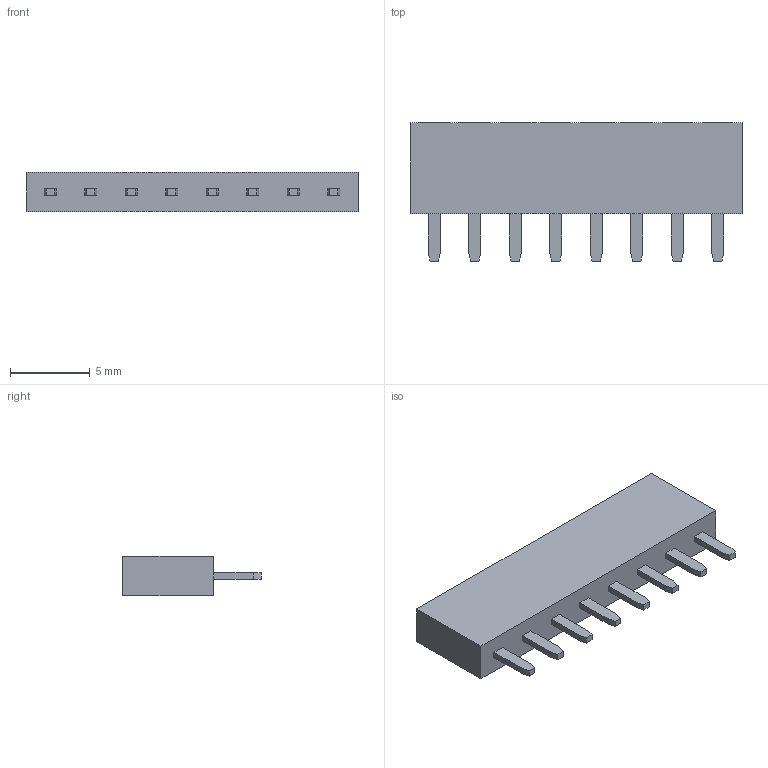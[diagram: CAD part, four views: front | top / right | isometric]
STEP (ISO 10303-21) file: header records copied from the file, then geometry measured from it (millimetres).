
FILE_DESCRIPTION( ('This file contains a STEP AP42 implementation' ,'as created by ZW3D STEP Interface translator.') ,'2;1' );
FILE_NAME( '2157-1XXSXXCYNX1.stp' ,'23 5 2.104546', (''), ('ZWCAD Software Co.'), 'Version 1.0', 'ZW3D to STEP translator', '' );
FILE_SCHEMA(('AUTOMOTIVE_DESIGN { 1 0 10303 214 1 1 1 1 }'));
Length unit declared in the file: millimetre
Products named in the file (2): 0; 2157-120SXXCYNX1
Bounding box: 20.82 x 8.7 x 2.5 mm (x, y, z)
Volume: 257.2 mm3; surface area: 768.9 mm2
Topology: 1 solids, 1 shells, 534 faces, 1608 edges, 1068 vertices
Faces by surface type: plane 398, cylinder 112, bspline 24
Entity records: 23380 total; most frequent: CARTESIAN_POINT 10993, ORIENTED_EDGE 3232, EDGE_CURVE 1608, B_SPLINE_CURVE_WITH_KNOTS 1350, DIRECTION 1280, VERTEX_POINT 1068, EDGE_LOOP 598, FACE_OUTER_BOUND 534
